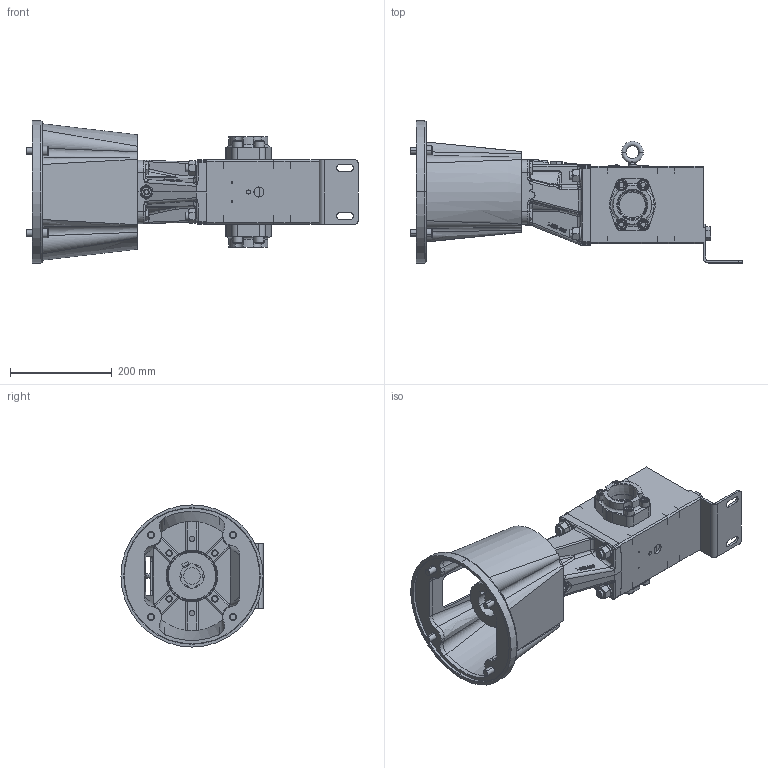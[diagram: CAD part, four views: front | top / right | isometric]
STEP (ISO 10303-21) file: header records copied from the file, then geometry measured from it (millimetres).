
FILE_DESCRIPTION (( 'STEP AP214' ), '1' );
FILE_NAME ('GPV-1026-049-U.STEP', '2019-05-23T17:56:00', ( '' ), ( '' ), 'SwSTEP 2.0', 'SolidWorks 2018', '' );
FILE_SCHEMA (( 'AUTOMOTIVE_DESIGN' ));
Length unit declared in the file: inch
Products named in the file (1): GPV-1026-049-U
Bounding box: 652.96 x 279.4 x 279.4 mm (x, y, z)
Volume: 8620963.9 mm3; surface area: 896878 mm2
Topology: 23 solids, 23 shells, 2045 faces, 4919 edges, 3016 vertices
Faces by surface type: plane 723, cylinder 636, cone 403, bspline 199, torus 52, sphere 32
Entity records: 102905 total; most frequent: CARTESIAN_POINT 29958, ORIENTED_EDGE 9810, DIRECTION 9307, EDGE_CURVE 4905, AXIS2_PLACEMENT_3D 3567, VERTEX_POINT 3016, EDGE_LOOP 2231, LINE 2173
